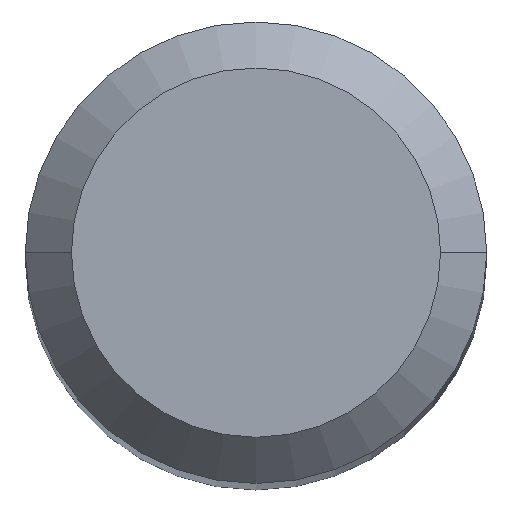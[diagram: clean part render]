
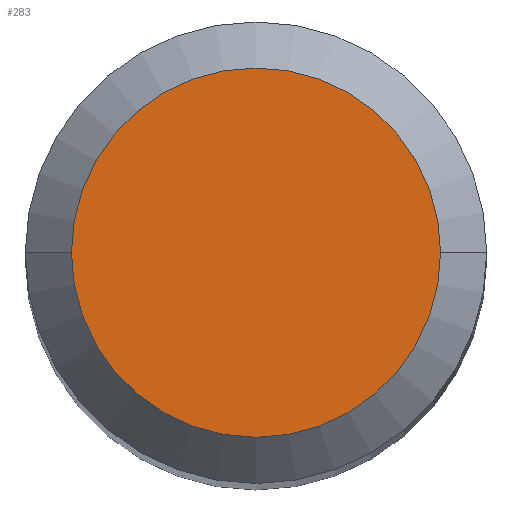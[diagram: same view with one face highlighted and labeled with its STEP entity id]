
A CAD part, top view. The second image highlights one B-rep face of the part: STEP entity #283.
In plain terms, the highlighted planar face has unit normal (0, 0, 1).
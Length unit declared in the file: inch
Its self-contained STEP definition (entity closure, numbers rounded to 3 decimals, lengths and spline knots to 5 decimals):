
#11 = CARTESIAN_POINT ( 'NONE',  ( 0., 0., 0. ) ) ;
#16 = FACE_OUTER_BOUND ( 'NONE', #206, .T. ) ;
#25 = CARTESIAN_POINT ( 'NONE',  ( 0., 0., 0. ) ) ;
#31 = EDGE_CURVE ( 'NONE', #138, #259, #226, .T. ) ;
#62 = DIRECTION ( 'NONE',  ( 0., 0., 1. ) ) ;
#113 = PLANE ( 'NONE',  #137 ) ;
#118 = CIRCLE ( 'NONE', #151, 0.04724 ) ;
#137 = AXIS2_PLACEMENT_3D ( 'NONE', #423, #153, #307 ) ;
#138 = VERTEX_POINT ( 'NONE', #139 ) ;
#139 = CARTESIAN_POINT ( 'NONE',  ( 0.04724, 0., 0. ) ) ;
#151 = AXIS2_PLACEMENT_3D ( 'NONE', #25, #162, #277 ) ;
#153 = DIRECTION ( 'NONE',  ( 0., 0., -1. ) ) ;
#162 = DIRECTION ( 'NONE',  ( 0., 0., 1. ) ) ;
#206 = EDGE_LOOP ( 'NONE', ( #409, #480 ) ) ;
#226 = CIRCLE ( 'NONE', #235, 0.04724 ) ;
#235 = AXIS2_PLACEMENT_3D ( 'NONE', #11, #62, #471 ) ;
#259 = VERTEX_POINT ( 'NONE', #310 ) ;
#277 = DIRECTION ( 'NONE',  ( 1., 0., 0. ) ) ;
#283 = ADVANCED_FACE ( 'NONE', ( #16 ), #113, .F. ) ;
#307 = DIRECTION ( 'NONE',  ( -1., 0., 0. ) ) ;
#310 = CARTESIAN_POINT ( 'NONE',  ( -0.04724, 0., 0. ) ) ;
#409 = ORIENTED_EDGE ( 'NONE', *, *, #452, .T. ) ;
#423 = CARTESIAN_POINT ( 'NONE',  ( 0., 0., 0. ) ) ;
#452 = EDGE_CURVE ( 'NONE', #259, #138, #118, .T. ) ;
#471 = DIRECTION ( 'NONE',  ( 1., 0., 0. ) ) ;
#480 = ORIENTED_EDGE ( 'NONE', *, *, #31, .T. ) ;
